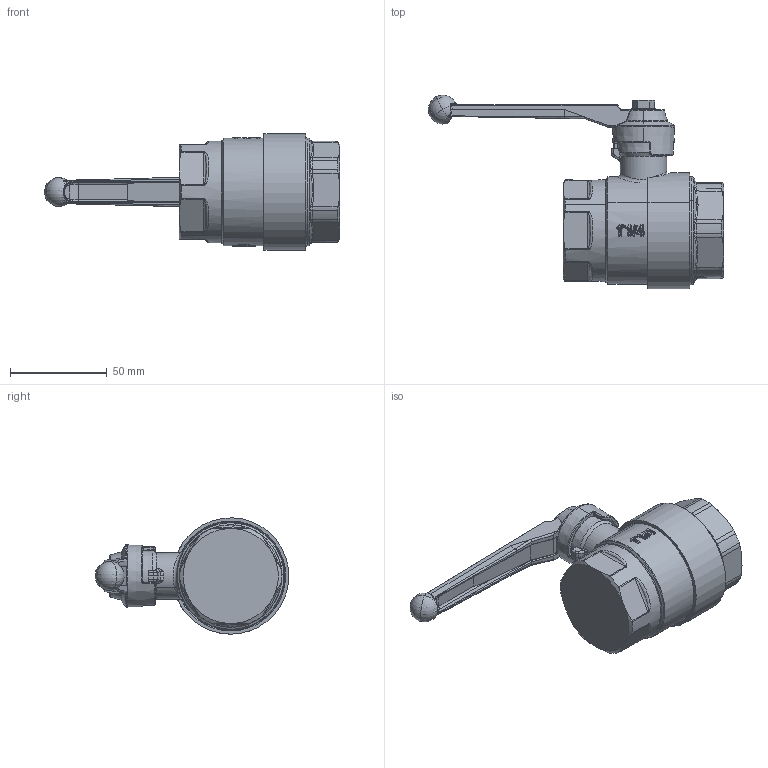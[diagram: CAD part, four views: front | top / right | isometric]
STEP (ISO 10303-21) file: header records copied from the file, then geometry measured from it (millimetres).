
FILE_DESCRIPTION(('CATIA V5 STEP Exchange'),'2;1');
FILE_NAME('STEP_323070_-_TST.stp','2019-08-02T12:08:21+00:00',('none'),('none'),'CATIA Version 5-6 Release 2016 SP4','CATIA V5 STEP AP203','none');
FILE_SCHEMA(('CONFIG_CONTROL_DESIGN'));
Products named in the file (1): 323070 - TST
Bounding box: 152.24 x 99.91 x 59.99 mm (x, y, z)
Volume: 223865.1 mm3; surface area: 34192.8 mm2
Topology: 1 solids, 1 shells, 782 faces, 1930 edges, 1093 vertices
Faces by surface type: bspline 371, cylinder 152, plane 93, torus 59, cone 54, sphere 49, revolution 4
Entity records: 43126 total; most frequent: CARTESIAN_POINT 29133, ORIENTED_EDGE 3726, EDGE_CURVE 1863, DIRECTION 1407, VERTEX_POINT 1093, B_SPLINE_CURVE_WITH_KNOTS 1064, EDGE_LOOP 798, ADVANCED_FACE 782
